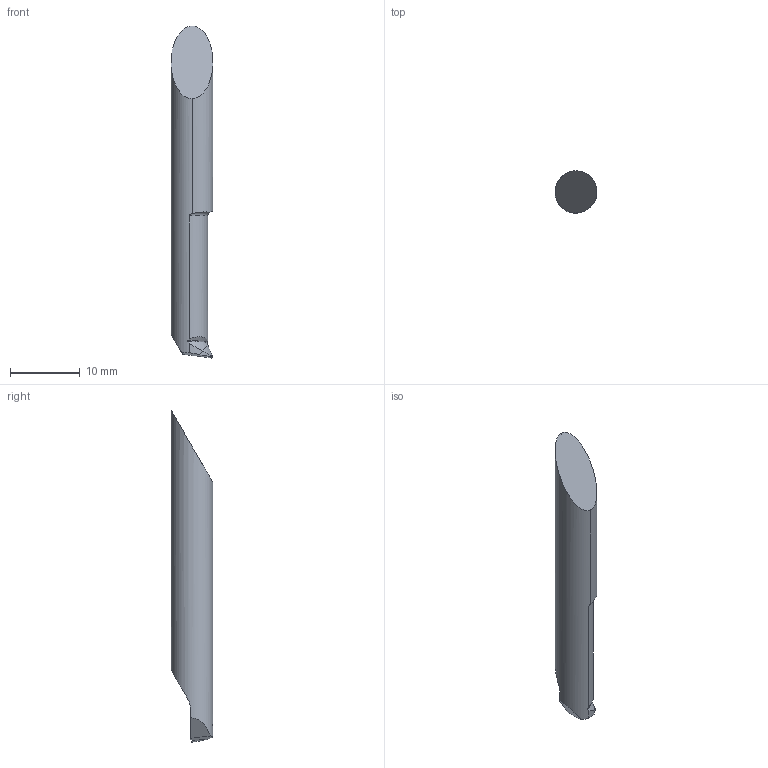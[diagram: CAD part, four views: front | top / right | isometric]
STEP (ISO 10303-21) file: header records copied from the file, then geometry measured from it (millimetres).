
FILE_DESCRIPTION(/* description */ (''),/* implementation_level */ '2;1');
FILE_NAME(/* name */ '1502875951776.stp',/* time_stamp */ '2017-08-16T11:32:36+02:00',/* author */ (''),/* organization */ ('SMS'),/* preprocessor_version */ 'ST-DEVELOPER v15',/* originating_system */ 'SIEMENS PLM Software NX 8.5',/* authorisation */ '');
FILE_SCHEMA (('AUTOMOTIVE_DESIGN { 1 0 10303 214 3 1 1 1 }'));
Length unit declared in the file: millimetre
Products named in the file (1): ASSEMBLY_CONSTRUCTION
Bounding box: 5.99 x 6 x 47.45 mm (x, y, z)
Volume: 1010.7 mm3; surface area: 813.6 mm2
Topology: 2 solids, 2 shells, 26 faces, 67 edges, 48 vertices
Faces by surface type: plane 9, bspline 6, cylinder 6, torus 2, extrusion 2, cone 1
Entity records: 1091 total; most frequent: CARTESIAN_POINT 478, ORIENTED_EDGE 132, DIRECTION 86, EDGE_CURVE 66, VERTEX_POINT 44, AXIS2_PLACEMENT_3D 34, B_SPLINE_CURVE_WITH_KNOTS 32, ADVANCED_FACE 26
